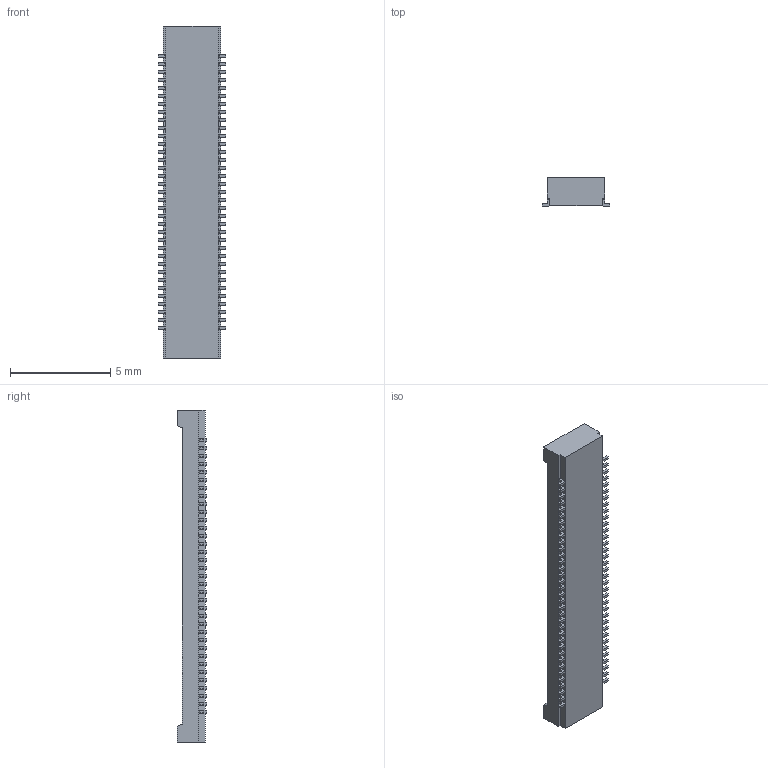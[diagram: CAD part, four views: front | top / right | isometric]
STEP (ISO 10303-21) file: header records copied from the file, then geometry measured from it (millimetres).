
FILE_DESCRIPTION(('CoCreate Modeling STEP Export'),'2;1');
FILE_NAME('DF40B-70DS.stp','2010-07-24T11:08:00',(''),(''),'CoCreate Modeling STEP processor for AP214 (Solid Model)','CoCreate Modeling 17.0 01-Apr-2010 (C) Parametric Technology GmbH','');
FILE_SCHEMA(('AUTOMOTIVE_DESIGN { 1 0 10303 214 1 1 1 1 }'));
Length unit declared in the file: millimetre
Products named in the file (1): C70
Bounding box: 3.38 x 1.45 x 16.6 mm (x, y, z)
Volume: 42.5 mm3; surface area: 217.8 mm2
Topology: 1 solids, 1 shells, 1493 faces, 4013 edges, 2665 vertices
Faces by surface type: plane 1111, cylinder 288, bspline 79, cone 11, extrusion 4
Entity records: 46312 total; most frequent: CARTESIAN_POINT 9552, ORIENTED_EDGE 8026, DIRECTION 6933, EDGE_CURVE 4013, VECTOR 3185, LINE 3181, VERTEX_POINT 2665, AXIS2_PLACEMENT_3D 1874
